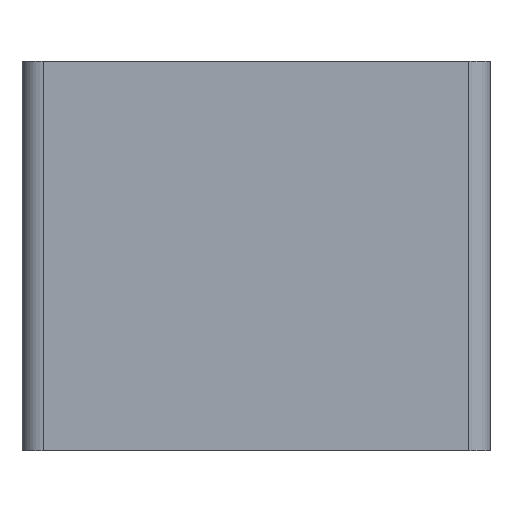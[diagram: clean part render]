
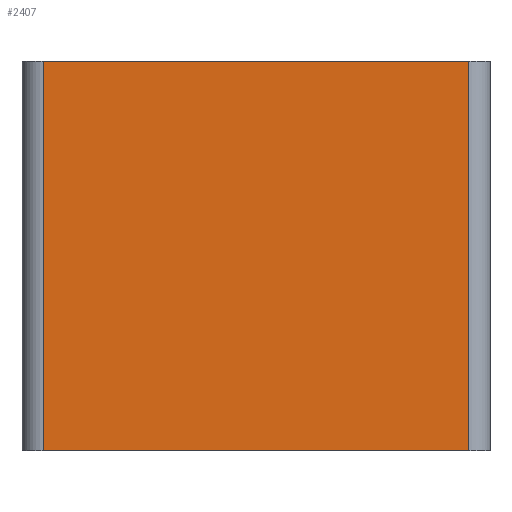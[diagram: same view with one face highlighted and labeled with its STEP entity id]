
A CAD part, left-side view. The second image highlights one B-rep face of the part: STEP entity #2407.
In plain terms, the highlighted planar face has unit normal (-1, 0, 0).
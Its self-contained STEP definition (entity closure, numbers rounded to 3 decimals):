
#16 = PLANE ( 'NONE',  #2455 ) ;
#266 = VERTEX_POINT ( 'NONE', #4831 ) ;
#471 = LINE ( 'NONE', #2006, #998 ) ;
#474 = VERTEX_POINT ( 'NONE', #4291 ) ;
#581 = DIRECTION ( 'NONE',  ( 0., 0., -1. ) ) ;
#744 = EDGE_CURVE ( 'NONE', #474, #3184, #471, .T. ) ;
#748 = CARTESIAN_POINT ( 'NONE',  ( -15., -27.25, 25. ) ) ;
#825 = FACE_OUTER_BOUND ( 'NONE', #4719, .T. ) ;
#998 = VECTOR ( 'NONE', #581, 1000. ) ;
#1024 = CARTESIAN_POINT ( 'NONE',  ( -15., -27.25, -25. ) ) ;
#1138 = CARTESIAN_POINT ( 'NONE',  ( -15., -27.25, 25. ) ) ;
#1149 = DIRECTION ( 'NONE',  ( 1., 0., 0. ) ) ;
#1173 = VECTOR ( 'NONE', #1181, 1000. ) ;
#1181 = DIRECTION ( 'NONE',  ( 0., 0., -1. ) ) ;
#1469 = DIRECTION ( 'NONE',  ( 0., -1., 0. ) ) ;
#1667 = VECTOR ( 'NONE', #1469, 1000. ) ;
#1901 = LINE ( 'NONE', #1138, #1667 ) ;
#2006 = CARTESIAN_POINT ( 'NONE',  ( -15., 27.25, 25. ) ) ;
#2019 = EDGE_CURVE ( 'NONE', #3184, #266, #2857, .T. ) ;
#2355 = DIRECTION ( 'NONE',  ( 0., 0., -1. ) ) ;
#2364 = EDGE_CURVE ( 'NONE', #2387, #266, #4240, .T. ) ;
#2387 = VERTEX_POINT ( 'NONE', #3471 ) ;
#2407 = ADVANCED_FACE ( 'NONE', ( #825 ), #16, .F. ) ;
#2455 = AXIS2_PLACEMENT_3D ( 'NONE', #2638, #1149, #2355 ) ;
#2638 = CARTESIAN_POINT ( 'NONE',  ( -15., -27.25, 25. ) ) ;
#2701 = CARTESIAN_POINT ( 'NONE',  ( -15., 27.25, -25. ) ) ;
#2857 = LINE ( 'NONE', #1024, #4241 ) ;
#2931 = DIRECTION ( 'NONE',  ( 0., -1., 0. ) ) ;
#3184 = VERTEX_POINT ( 'NONE', #2701 ) ;
#3295 = EDGE_CURVE ( 'NONE', #474, #2387, #1901, .T. ) ;
#3471 = CARTESIAN_POINT ( 'NONE',  ( -15., -27.25, 25. ) ) ;
#3875 = ORIENTED_EDGE ( 'NONE', *, *, #2364, .F. ) ;
#4238 = ORIENTED_EDGE ( 'NONE', *, *, #3295, .F. ) ;
#4240 = LINE ( 'NONE', #748, #1173 ) ;
#4241 = VECTOR ( 'NONE', #2931, 1000. ) ;
#4291 = CARTESIAN_POINT ( 'NONE',  ( -15., 27.25, 25. ) ) ;
#4534 = ORIENTED_EDGE ( 'NONE', *, *, #744, .T. ) ;
#4719 = EDGE_LOOP ( 'NONE', ( #4926, #3875, #4238, #4534 ) ) ;
#4831 = CARTESIAN_POINT ( 'NONE',  ( -15., -27.25, -25. ) ) ;
#4926 = ORIENTED_EDGE ( 'NONE', *, *, #2019, .T. ) ;
